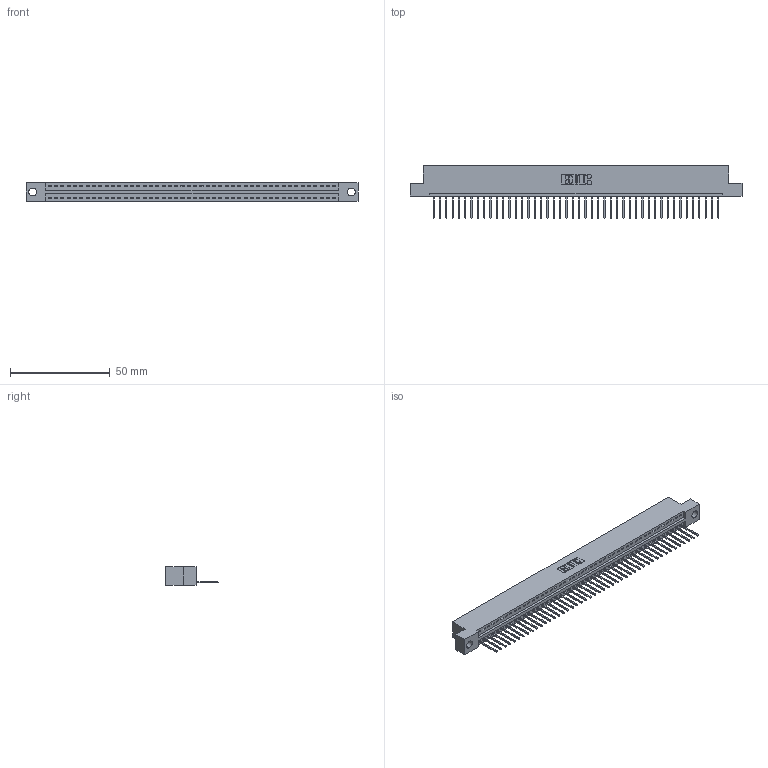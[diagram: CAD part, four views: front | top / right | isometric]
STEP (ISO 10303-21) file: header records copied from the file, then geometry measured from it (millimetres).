
FILE_DESCRIPTION (( 'STEP AP203' ), '1' );
FILE_NAME ('346-046-522-104.STEP', '2022-05-09T19:54:32', ( '' ), ( '' ), 'SwSTEP 2.0', 'SolidWorks 2020', '' );
FILE_SCHEMA (( 'CONFIG_CONTROL_DESIGN' ));
Length unit declared in the file: inch
Products named in the file (3): 346 Part_Flush Mounting Lugs - 0.156 Dia-TH; 346-046-522-104; 345-292-001_345-293-122
Assembly tree (47 placements, depth 2):
  346-046-522-104
    346 Part_Flush Mounting Lugs - 0.156 Dia-TH
    345-292-001_345-293-122  x46
Bounding box: 166.62 x 26.42 x 9.4 mm (x, y, z)
Volume: 15877 mm3; surface area: 19893.9 mm2
Topology: 47 solids, 47 shells, 2804 faces, 8461 edges, 5578 vertices
Faces by surface type: plane 1930, cylinder 874
Entity records: 28447 total; most frequent: CARTESIAN_POINT 4884, ORIENTED_EDGE 4862, DIRECTION 4303, EDGE_CURVE 2431, LINE 2115, VECTOR 2115, VERTEX_POINT 1618, AXIS2_PLACEMENT_3D 1094
